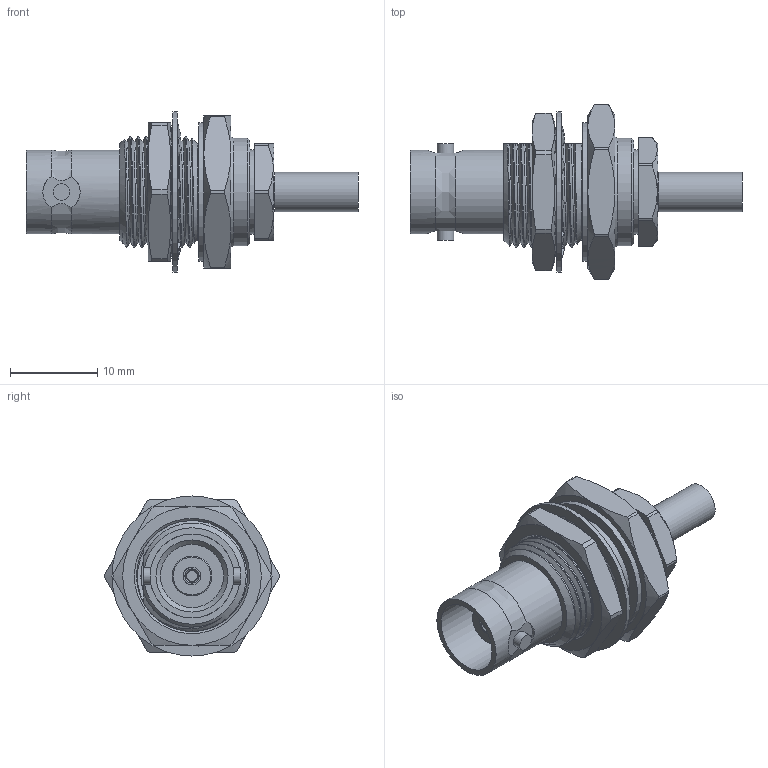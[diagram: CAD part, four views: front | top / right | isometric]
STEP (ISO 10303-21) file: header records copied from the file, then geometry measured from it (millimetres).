
FILE_DESCRIPTION (( 'STEP AP203' ), '1' );
FILE_NAME ('PE44886_3D.step', '2021-11-23T21:17:15', ( '' ), ( '' ), 'SwSTEP 2.0', 'SolidWorks 2021', '' );
FILE_SCHEMA (( 'CONFIG_CONTROL_DESIGN' ));
Length unit declared in the file: inch
Products named in the file (1): PE44886_3D
Bounding box: 38.03 x 20.05 x 18.34 mm (x, y, z)
Volume: 3243.3 mm3; surface area: 4397.1 mm2
Topology: 9 solids, 9 shells, 280 faces, 789 edges, 539 vertices
Faces by surface type: bspline 80, plane 77, cylinder 73, cone 49, torus 1
Full cylindrical faces by diameter (mm): 0.61 x1, 0.76 x1, 0.865 x1, 1.27 x1, 1.7 x1, 1.905 x2, 2.029 x1, 2.695 x1, 3.4 x1, 4.5 x1, 4.572 x1, 6.15 x1, 8.255 x1, 9.601 x2, 9.654 x2, 9.957 x1, 10.03 x1, 11.054 x1, 12.279 x1, 13.377 x1, 15.829 x1, 15.993 x1, 18.339 x1
Entity records: 25347 total; most frequent: CARTESIAN_POINT 19069, ORIENTED_EDGE 1452, DIRECTION 1003, EDGE_CURVE 726, VERTEX_POINT 523, AXIS2_PLACEMENT_3D 400, EDGE_LOOP 347, FACE_OUTER_BOUND 303
